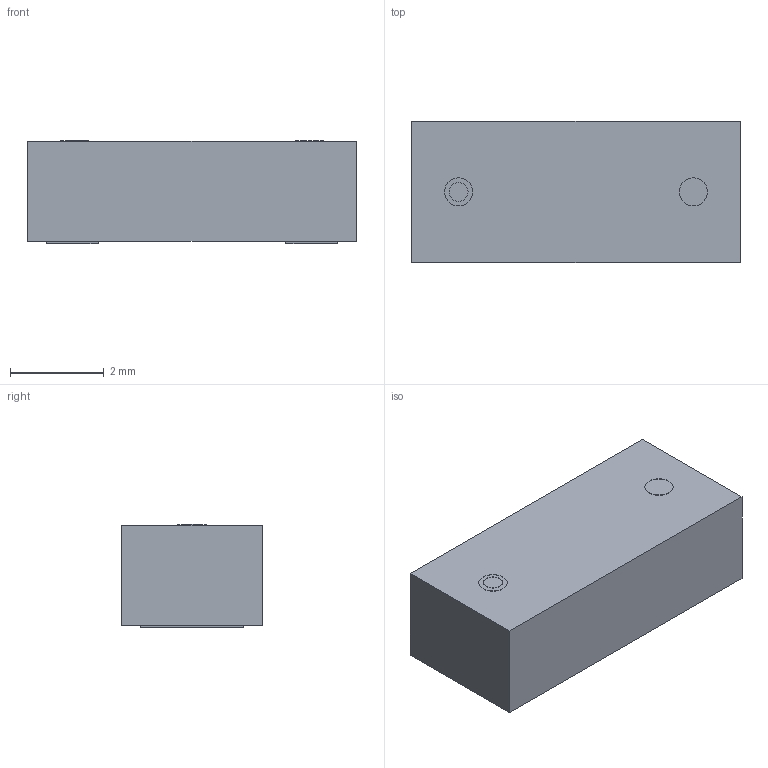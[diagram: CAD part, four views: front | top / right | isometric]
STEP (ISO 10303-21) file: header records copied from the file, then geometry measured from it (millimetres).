
FILE_DESCRIPTION(('FreeCAD Model'),'2;1');
FILE_NAME('13919971.1.3.stp','2022-01-31T09:36:20',( 'Author'),(''),'Open CASCADE STEP processor 6.9','FreeCAD','Unknown' );
FILE_SCHEMA(('AUTOMOTIVE_DESIGN { 1 0 10303 214 1 1 1 1 }'));
Length unit declared in the file: millimetre
Products named in the file (5): ASSEMBLY; solidBody; solidLead; solidtop; solidMark
Assembly tree (4 placements, depth 2):
  ASSEMBLY
    solidBody
    solidLead
    solidtop
    solidMark
Bounding box: 7 x 3 x 2.2 mm (x, y, z)
Volume: 45 mm3; surface area: 96.4 mm2
Topology: 6 solids, 6 shells, 30 faces, 54 edges, 36 vertices
Faces by surface type: plane 24, cylinder 6
Entity records: 1566 total; most frequent: DIRECTION 244, CARTESIAN_POINT 233, LINE 138, VECTOR 138, ORIENTED_EDGE 108, PCURVE 108, DEFINITIONAL_REPRESENTATION 108, EDGE_CURVE 54
